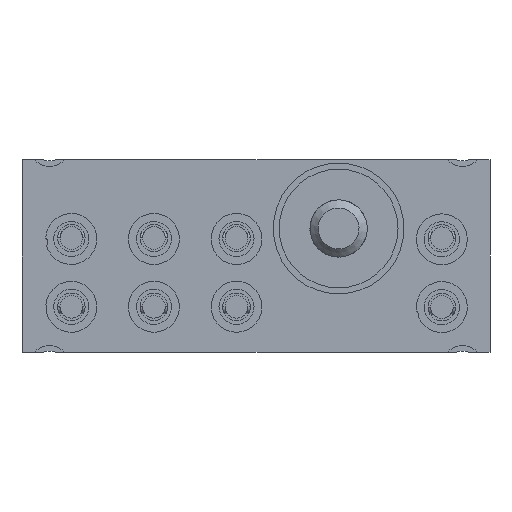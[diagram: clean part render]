
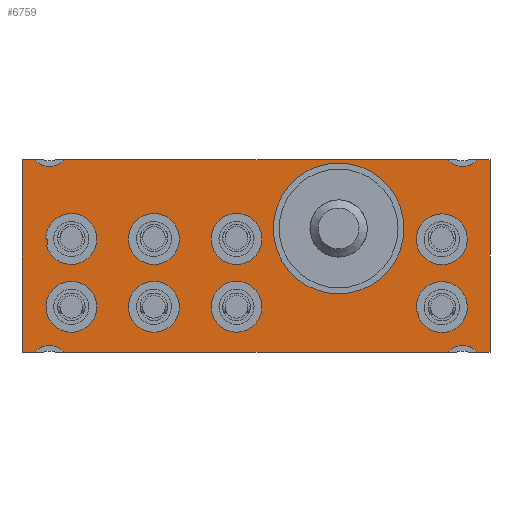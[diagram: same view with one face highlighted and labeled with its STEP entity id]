
A CAD part, front view. The second image highlights one B-rep face of the part: STEP entity #6759.
In plain terms, the highlighted planar face has unit normal (0, -1, 0).
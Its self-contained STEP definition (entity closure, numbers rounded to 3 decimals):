
#170=FACE_BOUND('',#1398,.T.);
#171=FACE_BOUND('',#1399,.T.);
#172=FACE_BOUND('',#1400,.T.);
#173=FACE_BOUND('',#1401,.T.);
#174=FACE_BOUND('',#1402,.T.);
#175=FACE_BOUND('',#1403,.T.);
#176=FACE_BOUND('',#1404,.T.);
#177=FACE_BOUND('',#1405,.T.);
#178=FACE_BOUND('',#1406,.T.);
#230=CIRCLE('',#7249,1.5);
#232=CIRCLE('',#7252,1.5);
#234=CIRCLE('',#7255,1.5);
#236=CIRCLE('',#7258,1.5);
#237=CIRCLE('',#7259,0.305);
#238=CIRCLE('',#7260,1.85);
#239=CIRCLE('',#7261,0.305);
#240=CIRCLE('',#7262,1.85);
#241=CIRCLE('',#7263,1.85);
#242=CIRCLE('',#7264,4.75);
#243=CIRCLE('',#7265,0.305);
#244=CIRCLE('',#7266,1.85);
#245=CIRCLE('',#7267,0.305);
#246=CIRCLE('',#7268,1.85);
#247=CIRCLE('',#7269,1.85);
#248=CIRCLE('',#7270,1.85);
#249=CIRCLE('',#7271,1.85);
#250=CIRCLE('',#7272,1.85);
#968=FACE_OUTER_BOUND('',#1397,.T.);
#1397=EDGE_LOOP('',(#4626,#4627,#4628,#4629,#4630,#4631,#4632,#4633,#4634,
#4635,#4636,#4637));
#1398=EDGE_LOOP('',(#4638,#4639,#4640,#4641));
#1399=EDGE_LOOP('',(#4642));
#1400=EDGE_LOOP('',(#4643));
#1401=EDGE_LOOP('',(#4644,#4645));
#1402=EDGE_LOOP('',(#4646,#4647));
#1403=EDGE_LOOP('',(#4648));
#1404=EDGE_LOOP('',(#4649));
#1405=EDGE_LOOP('',(#4650));
#1406=EDGE_LOOP('',(#4651));
#1879=LINE('',#10344,#2423);
#1890=LINE('',#10367,#2434);
#1900=LINE('',#10388,#2444);
#1903=LINE('',#10395,#2447);
#1914=LINE('',#10428,#2458);
#1915=LINE('',#10431,#2459);
#1916=LINE('',#10432,#2460);
#1917=LINE('',#10433,#2461);
#2423=VECTOR('',#8099,10.);
#2434=VECTOR('',#8112,10.);
#2444=VECTOR('',#8124,10.);
#2447=VECTOR('',#8129,10.);
#2458=VECTOR('',#8160,1000.);
#2459=VECTOR('',#8163,10.);
#2460=VECTOR('',#8164,1000.);
#2461=VECTOR('',#8165,10.);
#2967=VERTEX_POINT('',#10342);
#2968=VERTEX_POINT('',#10343);
#2978=VERTEX_POINT('',#10364);
#2979=VERTEX_POINT('',#10366);
#2988=VERTEX_POINT('',#10385);
#2989=VERTEX_POINT('',#10387);
#2991=VERTEX_POINT('',#10393);
#2992=VERTEX_POINT('',#10394);
#2999=VERTEX_POINT('',#10410);
#3002=VERTEX_POINT('',#10417);
#3003=VERTEX_POINT('',#10422);
#3005=VERTEX_POINT('',#10429);
#3006=VERTEX_POINT('',#10434);
#3007=VERTEX_POINT('',#10435);
#3008=VERTEX_POINT('',#10437);
#3009=VERTEX_POINT('',#10439);
#3010=VERTEX_POINT('',#10442);
#3011=VERTEX_POINT('',#10444);
#3012=VERTEX_POINT('',#10446);
#3013=VERTEX_POINT('',#10447);
#3014=VERTEX_POINT('',#10450);
#3015=VERTEX_POINT('',#10451);
#3016=VERTEX_POINT('',#10454);
#3017=VERTEX_POINT('',#10456);
#3018=VERTEX_POINT('',#10458);
#3019=VERTEX_POINT('',#10460);
#3582=EDGE_CURVE('',#2967,#2968,#1879,.T.);
#3593=EDGE_CURVE('',#2979,#2978,#1890,.T.);
#3603=EDGE_CURVE('',#2989,#2988,#1900,.T.);
#3606=EDGE_CURVE('',#2991,#2992,#1903,.T.);
#3614=EDGE_CURVE('',#2999,#2979,#230,.T.);
#3618=EDGE_CURVE('',#2968,#3002,#232,.T.);
#3620=EDGE_CURVE('',#3003,#2991,#234,.T.);
#3623=EDGE_CURVE('',#2978,#2989,#1914,.T.);
#3624=EDGE_CURVE('',#2988,#3005,#236,.T.);
#3625=EDGE_CURVE('',#3005,#3003,#1915,.T.);
#3626=EDGE_CURVE('',#2992,#2967,#1916,.T.);
#3627=EDGE_CURVE('',#3002,#2999,#1917,.T.);
#3628=EDGE_CURVE('',#3006,#3007,#237,.T.);
#3629=EDGE_CURVE('',#3006,#3008,#238,.T.);
#3630=EDGE_CURVE('',#3009,#3008,#239,.T.);
#3631=EDGE_CURVE('',#3009,#3007,#240,.T.);
#3632=EDGE_CURVE('',#3010,#3010,#241,.T.);
#3633=EDGE_CURVE('',#3011,#3011,#242,.T.);
#3634=EDGE_CURVE('',#3012,#3013,#243,.T.);
#3635=EDGE_CURVE('',#3012,#3013,#244,.T.);
#3636=EDGE_CURVE('',#3014,#3015,#245,.T.);
#3637=EDGE_CURVE('',#3014,#3015,#246,.T.);
#3638=EDGE_CURVE('',#3016,#3016,#247,.T.);
#3639=EDGE_CURVE('',#3017,#3017,#248,.T.);
#3640=EDGE_CURVE('',#3018,#3018,#249,.T.);
#3641=EDGE_CURVE('',#3019,#3019,#250,.T.);
#4626=ORIENTED_EDGE('',*,*,#3593,.T.);
#4627=ORIENTED_EDGE('',*,*,#3623,.T.);
#4628=ORIENTED_EDGE('',*,*,#3603,.T.);
#4629=ORIENTED_EDGE('',*,*,#3624,.T.);
#4630=ORIENTED_EDGE('',*,*,#3625,.T.);
#4631=ORIENTED_EDGE('',*,*,#3620,.T.);
#4632=ORIENTED_EDGE('',*,*,#3606,.T.);
#4633=ORIENTED_EDGE('',*,*,#3626,.T.);
#4634=ORIENTED_EDGE('',*,*,#3582,.T.);
#4635=ORIENTED_EDGE('',*,*,#3618,.T.);
#4636=ORIENTED_EDGE('',*,*,#3627,.T.);
#4637=ORIENTED_EDGE('',*,*,#3614,.T.);
#4638=ORIENTED_EDGE('',*,*,#3628,.F.);
#4639=ORIENTED_EDGE('',*,*,#3629,.T.);
#4640=ORIENTED_EDGE('',*,*,#3630,.F.);
#4641=ORIENTED_EDGE('',*,*,#3631,.T.);
#4642=ORIENTED_EDGE('',*,*,#3632,.T.);
#4643=ORIENTED_EDGE('',*,*,#3633,.T.);
#4644=ORIENTED_EDGE('',*,*,#3634,.F.);
#4645=ORIENTED_EDGE('',*,*,#3635,.T.);
#4646=ORIENTED_EDGE('',*,*,#3636,.F.);
#4647=ORIENTED_EDGE('',*,*,#3637,.T.);
#4648=ORIENTED_EDGE('',*,*,#3638,.T.);
#4649=ORIENTED_EDGE('',*,*,#3639,.T.);
#4650=ORIENTED_EDGE('',*,*,#3640,.T.);
#4651=ORIENTED_EDGE('',*,*,#3641,.T.);
#6586=PLANE('',#7257);
#6759=ADVANCED_FACE('',(#968,#170,#171,#172,#173,#174,#175,#176,#177,#178),
#6586,.F.);
#7249=AXIS2_PLACEMENT_3D('',#10411,#8139,#8140);
#7252=AXIS2_PLACEMENT_3D('',#10419,#8147,#8148);
#7255=AXIS2_PLACEMENT_3D('',#10423,#8153,#8154);
#7257=AXIS2_PLACEMENT_3D('',#10427,#8158,#8159);
#7258=AXIS2_PLACEMENT_3D('',#10430,#8161,#8162);
#7259=AXIS2_PLACEMENT_3D('',#10436,#8166,#8167);
#7260=AXIS2_PLACEMENT_3D('',#10438,#8168,#8169);
#7261=AXIS2_PLACEMENT_3D('',#10440,#8170,#8171);
#7262=AXIS2_PLACEMENT_3D('',#10441,#8172,#8173);
#7263=AXIS2_PLACEMENT_3D('',#10443,#8174,#8175);
#7264=AXIS2_PLACEMENT_3D('',#10445,#8176,#8177);
#7265=AXIS2_PLACEMENT_3D('',#10448,#8178,#8179);
#7266=AXIS2_PLACEMENT_3D('',#10449,#8180,#8181);
#7267=AXIS2_PLACEMENT_3D('',#10452,#8182,#8183);
#7268=AXIS2_PLACEMENT_3D('',#10453,#8184,#8185);
#7269=AXIS2_PLACEMENT_3D('',#10455,#8186,#8187);
#7270=AXIS2_PLACEMENT_3D('',#10457,#8188,#8189);
#7271=AXIS2_PLACEMENT_3D('',#10459,#8190,#8191);
#7272=AXIS2_PLACEMENT_3D('',#10461,#8192,#8193);
#8099=DIRECTION('',(-1.,0.,0.));
#8112=DIRECTION('',(-1.,0.,0.));
#8124=DIRECTION('',(1.,0.,0.));
#8129=DIRECTION('',(1.,0.,0.));
#8139=DIRECTION('center_axis',(0.,1.,0.));
#8140=DIRECTION('ref_axis',(0.,0.,1.));
#8147=DIRECTION('center_axis',(0.,1.,0.));
#8148=DIRECTION('ref_axis',(0.,0.,1.));
#8153=DIRECTION('center_axis',(0.,1.,0.));
#8154=DIRECTION('ref_axis',(0.,0.,1.));
#8158=DIRECTION('center_axis',(0.,1.,0.));
#8159=DIRECTION('ref_axis',(0.,0.,1.));
#8160=DIRECTION('',(0.,0.,-1.));
#8161=DIRECTION('center_axis',(0.,1.,0.));
#8162=DIRECTION('ref_axis',(0.,0.,1.));
#8163=DIRECTION('',(1.,0.,0.));
#8164=DIRECTION('',(0.,0.,1.));
#8165=DIRECTION('',(-1.,0.,0.));
#8166=DIRECTION('center_axis',(0.,1.,0.));
#8167=DIRECTION('ref_axis',(0.,0.,1.));
#8168=DIRECTION('center_axis',(0.,1.,0.));
#8169=DIRECTION('ref_axis',(0.,0.,1.));
#8170=DIRECTION('center_axis',(0.,1.,0.));
#8171=DIRECTION('ref_axis',(0.,0.,1.));
#8172=DIRECTION('center_axis',(0.,1.,0.));
#8173=DIRECTION('ref_axis',(0.,0.,1.));
#8174=DIRECTION('center_axis',(0.,1.,0.));
#8175=DIRECTION('ref_axis',(0.,0.,1.));
#8176=DIRECTION('center_axis',(0.,1.,0.));
#8177=DIRECTION('ref_axis',(0.,0.,1.));
#8178=DIRECTION('center_axis',(0.,1.,0.));
#8179=DIRECTION('ref_axis',(0.,0.,1.));
#8180=DIRECTION('center_axis',(0.,1.,0.));
#8181=DIRECTION('ref_axis',(0.,0.,1.));
#8182=DIRECTION('center_axis',(0.,1.,0.));
#8183=DIRECTION('ref_axis',(0.,0.,1.));
#8184=DIRECTION('center_axis',(0.,1.,0.));
#8185=DIRECTION('ref_axis',(0.,0.,1.));
#8186=DIRECTION('center_axis',(0.,1.,0.));
#8187=DIRECTION('ref_axis',(0.,0.,1.));
#8188=DIRECTION('center_axis',(0.,1.,0.));
#8189=DIRECTION('ref_axis',(0.,0.,1.));
#8190=DIRECTION('center_axis',(0.,1.,0.));
#8191=DIRECTION('ref_axis',(0.,0.,1.));
#8192=DIRECTION('center_axis',(0.,1.,0.));
#8193=DIRECTION('ref_axis',(0.,0.,1.));
#10342=CARTESIAN_POINT('',(34.,-1.6,14.));
#10343=CARTESIAN_POINT('',(33.118,-1.6,14.));
#10344=CARTESIAN_POINT('',(33.,-1.6,14.));
#10364=CARTESIAN_POINT('',(0.,-1.6,14.));
#10366=CARTESIAN_POINT('',(0.882,-1.6,14.));
#10367=CARTESIAN_POINT('',(33.,-1.6,14.));
#10385=CARTESIAN_POINT('',(0.882,-1.6,0.));
#10387=CARTESIAN_POINT('',(0.,-1.6,0.));
#10388=CARTESIAN_POINT('',(33.,-1.6,0.));
#10393=CARTESIAN_POINT('',(33.118,-1.6,0.));
#10394=CARTESIAN_POINT('',(34.,-1.6,0.));
#10395=CARTESIAN_POINT('',(33.,-1.6,0.));
#10410=CARTESIAN_POINT('',(3.118,-1.6,14.));
#10411=CARTESIAN_POINT('Origin',(2.,-1.6,15.));
#10417=CARTESIAN_POINT('',(30.882,-1.6,14.));
#10419=CARTESIAN_POINT('Origin',(32.,-1.6,15.));
#10422=CARTESIAN_POINT('',(30.882,-1.6,0.));
#10423=CARTESIAN_POINT('Origin',(32.,-1.6,-1.));
#10427=CARTESIAN_POINT('Origin',(32.,-1.6,-1.));
#10428=CARTESIAN_POINT('',(0.,-1.6,15.));
#10429=CARTESIAN_POINT('',(3.118,-1.6,0.));
#10430=CARTESIAN_POINT('Origin',(2.,-1.6,-1.));
#10431=CARTESIAN_POINT('',(33.,-1.6,0.));
#10432=CARTESIAN_POINT('',(34.,-1.6,-1.));
#10433=CARTESIAN_POINT('',(33.,-1.6,14.));
#10434=CARTESIAN_POINT('',(1.734,-1.6,8.288));
#10435=CARTESIAN_POINT('',(1.787,-1.6,7.798));
#10436=CARTESIAN_POINT('Origin',(1.582,-1.6,8.024));
#10437=CARTESIAN_POINT('',(1.844,-1.6,8.868));
#10438=CARTESIAN_POINT('Origin',(3.584,-1.6,8.238));
#10439=CARTESIAN_POINT('',(1.88,-1.6,8.96));
#10440=CARTESIAN_POINT('Origin',(1.582,-1.6,9.024));
#10441=CARTESIAN_POINT('Origin',(3.584,-1.6,8.238));
#10442=CARTESIAN_POINT('',(30.5,-1.6,6.364));
#10443=CARTESIAN_POINT('Origin',(30.5,-1.6,8.214));
#10444=CARTESIAN_POINT('',(23.,-1.6,4.25));
#10445=CARTESIAN_POINT('Origin',(23.,-1.6,9.));
#10446=CARTESIAN_POINT('',(28.672,-1.6,3.002));
#10447=CARTESIAN_POINT('',(28.775,-1.6,2.618));
#10448=CARTESIAN_POINT('Origin',(28.5,-1.6,2.75));
#10449=CARTESIAN_POINT('Origin',(30.5,-1.6,3.286));
#10450=CARTESIAN_POINT('',(1.738,-1.6,3.441));
#10451=CARTESIAN_POINT('',(1.749,-1.6,3.074));
#10452=CARTESIAN_POINT('Origin',(1.5,-1.6,3.25));
#10453=CARTESIAN_POINT('Origin',(3.584,-1.6,3.311));
#10454=CARTESIAN_POINT('',(9.584,-1.6,1.461));
#10455=CARTESIAN_POINT('Origin',(9.584,-1.6,3.311));
#10456=CARTESIAN_POINT('',(9.584,-1.6,6.388));
#10457=CARTESIAN_POINT('Origin',(9.584,-1.6,8.238));
#10458=CARTESIAN_POINT('',(15.584,-1.6,6.388));
#10459=CARTESIAN_POINT('Origin',(15.584,-1.6,8.238));
#10460=CARTESIAN_POINT('',(15.584,-1.6,1.461));
#10461=CARTESIAN_POINT('Origin',(15.584,-1.6,3.311));
